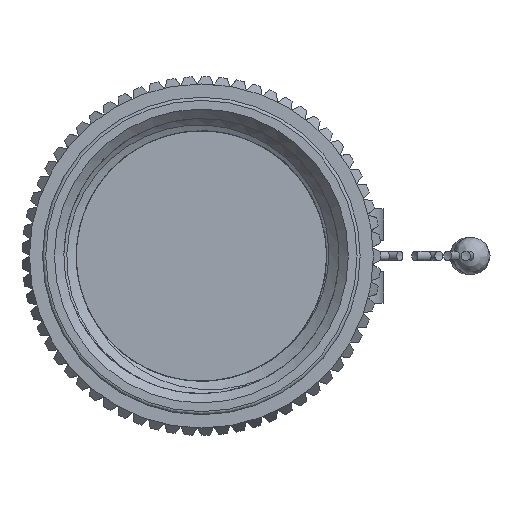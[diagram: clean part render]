
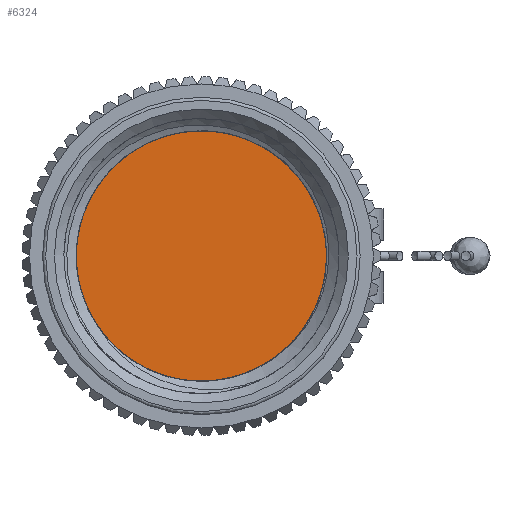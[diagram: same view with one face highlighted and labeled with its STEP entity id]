
A CAD part, left-side view. The second image highlights one B-rep face of the part: STEP entity #6324.
In plain terms, the highlighted planar face has unit normal (-1, 0, 0).
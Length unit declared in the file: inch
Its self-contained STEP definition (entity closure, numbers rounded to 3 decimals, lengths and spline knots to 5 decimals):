
#76 = CARTESIAN_POINT ( 'NONE',  ( 0.32244, 0.18435, 0.10826 ) ) ;
#114 = EDGE_CURVE ( 'NONE', #13228, #314, #359, .T. ) ;
#173 = CARTESIAN_POINT ( 'NONE',  ( 0.32244, 0.1689, 0.12911 ) ) ;
#218 = CARTESIAN_POINT ( 'NONE',  ( 0.32244, 0.21775, 0.02035 ) ) ;
#314 = VERTEX_POINT ( 'NONE', #12890 ) ;
#359 = B_SPLINE_CURVE_WITH_KNOTS ( 'NONE', 3,
 ( #6708, #218, #5613, #6805, #4632, #76, #2456, #173, #11153, #7818, #11240, #12210, #8871, #7774, #4536, #7955, #4680, #11280, #8919, #12404, #4493, #1339, #5709, #2267 ),
 .UNSPECIFIED., .F., .F.,
 ( 4, 2, 2, 2, 2, 2, 2, 2, 2, 2, 2, 4 ),
 ( 0., 0.00131, 0.00263, 0.00329, 0.00394, 0.0046, 0.00526, 0.00657, 0.00723, 0.00789, 0.0092, 0.01051 ),
 .UNSPECIFIED. ) ;
#793 = CARTESIAN_POINT ( 'NONE',  ( 0.32244, -0.01296, -0.2104 ) ) ;
#949 = EDGE_CURVE ( 'NONE', #3024, #13228, #7443, .T. ) ;
#1042 = CARTESIAN_POINT ( 'NONE',  ( 0.32244, -0.18226, -0.08064 ) ) ;
#1125 = EDGE_LOOP ( 'NONE', ( #10707, #11794, #10502, #2822 ) ) ;
#1339 = CARTESIAN_POINT ( 'NONE',  ( 0.32244, -0.04882, 0.19578 ) ) ;
#2110 = CARTESIAN_POINT ( 'NONE',  ( 0.32244, -0.12541, 0.15545 ) ) ;
#2175 = DIRECTION ( 'NONE',  ( 0., -1., 0. ) ) ;
#2190 = CARTESIAN_POINT ( 'NONE',  ( 0.32244, -0.16778, -0.11212 ) ) ;
#2267 = CARTESIAN_POINT ( 'NONE',  ( 0.32244, -0.08064, 0.18226 ) ) ;
#2405 = EDGE_CURVE ( 'NONE', #6114, #3024, #13598, .T. ) ;
#2456 = CARTESIAN_POINT ( 'NONE',  ( 0.32244, 0.17945, 0.11546 ) ) ;
#2822 = ORIENTED_EDGE ( 'NONE', *, *, #114, .F. ) ;
#3024 = VERTEX_POINT ( 'NONE', #14104 ) ;
#3222 = CARTESIAN_POINT ( 'NONE',  ( 0.32244, -0.17527, 0.09577 ) ) ;
#3460 = B_SPLINE_CURVE_WITH_KNOTS ( 'NONE', 3,
 ( #10906, #12983, #13036, #2110, #14311, #13140, #8665, #3222, #5451, #10807, #4189, #9672, #14167, #6552, #9777, #7655, #6507, #1042 ),
 .UNSPECIFIED., .F., .F.,
 ( 4, 2, 2, 2, 2, 2, 2, 2, 4 ),
 ( 0., 0.001, 0.002, 0.003, 0.00401, 0.00501, 0.00601, 0.00701, 0.00801 ),
 .UNSPECIFIED. ) ;
#4189 = CARTESIAN_POINT ( 'NONE',  ( 0.32244, -0.19409, 0.04711 ) ) ;
#4459 = CARTESIAN_POINT ( 'NONE',  ( 0.32244, -0.09412, -0.18342 ) ) ;
#4493 = CARTESIAN_POINT ( 'NONE',  ( 0.32244, -0.01532, 0.20286 ) ) ;
#4536 = CARTESIAN_POINT ( 'NONE',  ( 0.32244, 0.08653, 0.18954 ) ) ;
#4632 = CARTESIAN_POINT ( 'NONE',  ( 0.32244, 0.19755, 0.08613 ) ) ;
#4680 = CARTESIAN_POINT ( 'NONE',  ( 0.32244, 0.05328, 0.19913 ) ) ;
#4831 = CARTESIAN_POINT ( 'NONE',  ( 0.32244, 0.21873, 0.00302 ) ) ;
#4929 = AXIS2_PLACEMENT_3D ( 'NONE', #11057, #13107, #2175 ) ;
#5162 = DIRECTION ( 'NONE',  ( 1., 0., 0. ) ) ;
#5451 = CARTESIAN_POINT ( 'NONE',  ( 0.32244, -0.18118, 0.08408 ) ) ;
#5613 = CARTESIAN_POINT ( 'NONE',  ( 0.32244, 0.21468, 0.0374 ) ) ;
#5709 = CARTESIAN_POINT ( 'NONE',  ( 0.32244, -0.06514, 0.19009 ) ) ;
#6114 = VERTEX_POINT ( 'NONE', #12839 ) ;
#6324 = ADVANCED_FACE ( 'NONE', ( #8927 ), #11978, .T. ) ;
#6356 = CARTESIAN_POINT ( 'NONE',  ( 0.32244, 0.08856, -0.19594 ) ) ;
#6507 = CARTESIAN_POINT ( 'NONE',  ( 0.32244, -0.18759, -0.06862 ) ) ;
#6552 = CARTESIAN_POINT ( 'NONE',  ( 0.32244, -0.19894, -0.01772 ) ) ;
#6708 = CARTESIAN_POINT ( 'NONE',  ( 0.32244, 0.21873, 0.00302 ) ) ;
#6805 = CARTESIAN_POINT ( 'NONE',  ( 0.32244, 0.20452, 0.07049 ) ) ;
#7362 = CARTESIAN_POINT ( 'NONE',  ( 0.32244, 0.14774, -0.16121 ) ) ;
#7443 = CIRCLE ( 'NONE', #8546, 0.21875 ) ;
#7655 = CARTESIAN_POINT ( 'NONE',  ( 0.32244, -0.19171, -0.05604 ) ) ;
#7737 = CARTESIAN_POINT ( 'NONE',  ( 0.32244, -0.13566, -0.15263 ) ) ;
#7774 = CARTESIAN_POINT ( 'NONE',  ( 0.32244, 0.10215, 0.18254 ) ) ;
#7818 = CARTESIAN_POINT ( 'NONE',  ( 0.32244, 0.15124, 0.14774 ) ) ;
#7955 = CARTESIAN_POINT ( 'NONE',  ( 0.32244, 0.06175, 0.19712 ) ) ;
#8379 = CARTESIAN_POINT ( 'NONE',  ( 0.32244, 0., 0. ) ) ;
#8471 = CARTESIAN_POINT ( 'NONE',  ( 0.32244, 0.08039, -0.19899 ) ) ;
#8546 = AXIS2_PLACEMENT_3D ( 'NONE', #8379, #5162, #9390 ) ;
#8665 = CARTESIAN_POINT ( 'NONE',  ( 0.32244, -0.16138, 0.11767 ) ) ;
#8790 = CARTESIAN_POINT ( 'NONE',  ( 0.32244, -0.18226, -0.08064 ) ) ;
#8837 = CARTESIAN_POINT ( 'NONE',  ( 0.32244, -0.11574, -0.16908 ) ) ;
#8871 = CARTESIAN_POINT ( 'NONE',  ( 0.32244, 0.12422, 0.16916 ) ) ;
#8919 = CARTESIAN_POINT ( 'NONE',  ( 0.32244, 0.02786, 0.20299 ) ) ;
#8927 = FACE_OUTER_BOUND ( 'NONE', #1125, .T. ) ;
#9158 = EDGE_CURVE ( 'NONE', #314, #6114, #3460, .T. ) ;
#9390 = DIRECTION ( 'NONE',  ( 0., 1., 0. ) ) ;
#9672 = CARTESIAN_POINT ( 'NONE',  ( 0.32244, -0.19857, 0.02153 ) ) ;
#9777 = CARTESIAN_POINT ( 'NONE',  ( 0.32244, -0.19738, -0.03059 ) ) ;
#10392 = CARTESIAN_POINT ( 'NONE',  ( 0.32244, -0.06334, -0.19849 ) ) ;
#10502 = ORIENTED_EDGE ( 'NONE', *, *, #9158, .F. ) ;
#10703 = CARTESIAN_POINT ( 'NONE',  ( 0.32244, 0.16012, -0.14903 ) ) ;
#10707 = ORIENTED_EDGE ( 'NONE', *, *, #949, .F. ) ;
#10807 = CARTESIAN_POINT ( 'NONE',  ( 0.32244, -0.19063, 0.05962 ) ) ;
#10906 = CARTESIAN_POINT ( 'NONE',  ( 0.32244, -0.08064, 0.18226 ) ) ;
#10981 = CARTESIAN_POINT ( 'NONE',  ( 0.32244, -0.17604, -0.09688 ) ) ;
#11023 = CARTESIAN_POINT ( 'NONE',  ( 0.32244, -0.14745, -0.14018 ) ) ;
#11057 = CARTESIAN_POINT ( 'NONE',  ( 0.32244, 0.21875, 0. ) ) ;
#11075 = CARTESIAN_POINT ( 'NONE',  ( 0.32244, -0.10867, -0.1742 ) ) ;
#11153 = CARTESIAN_POINT ( 'NONE',  ( 0.32244, 0.16325, 0.13556 ) ) ;
#11240 = CARTESIAN_POINT ( 'NONE',  ( 0.32244, 0.14488, 0.15348 ) ) ;
#11280 = CARTESIAN_POINT ( 'NONE',  ( 0.32244, 0.03637, 0.20206 ) ) ;
#11770 = CARTESIAN_POINT ( 'NONE',  ( 0.32244, 0.10432, -0.18895 ) ) ;
#11794 = ORIENTED_EDGE ( 'NONE', *, *, #2405, .F. ) ;
#11978 = PLANE ( 'NONE',  #4929 ) ;
#12000 = CARTESIAN_POINT ( 'NONE',  ( 0.32244, -0.0866, -0.18754 ) ) ;
#12210 = CARTESIAN_POINT ( 'NONE',  ( 0.32244, 0.13138, 0.16417 ) ) ;
#12404 = CARTESIAN_POINT ( 'NONE',  ( 0.32244, 0.00218, 0.20421 ) ) ;
#12826 = CARTESIAN_POINT ( 'NONE',  ( 0.32244, -0.04667, -0.20393 ) ) ;
#12839 = CARTESIAN_POINT ( 'NONE',  ( 0.32244, -0.18226, -0.08064 ) ) ;
#12890 = CARTESIAN_POINT ( 'NONE',  ( 0.32244, -0.08064, 0.18226 ) ) ;
#12930 = CARTESIAN_POINT ( 'NONE',  ( 0.32244, 0.05571, -0.20654 ) ) ;
#12983 = CARTESIAN_POINT ( 'NONE',  ( 0.32244, -0.09267, 0.17694 ) ) ;
#13035 = CARTESIAN_POINT ( 'NONE',  ( 0.32244, 0.00425, -0.21151 ) ) ;
#13036 = CARTESIAN_POINT ( 'NONE',  ( 0.32244, -0.10416, 0.17042 ) ) ;
#13107 = DIRECTION ( 'NONE',  ( -1., 0., 0. ) ) ;
#13140 = CARTESIAN_POINT ( 'NONE',  ( 0.32244, -0.1533, 0.12804 ) ) ;
#13228 = VERTEX_POINT ( 'NONE', #4831 ) ;
#13598 = B_SPLINE_CURVE_WITH_KNOTS ( 'NONE', 3,
 ( #8790, #10981, #2190, #11023, #7737, #8837, #11075, #4459, #12000, #10392, #12826, #793, #13035, #14071, #12930, #8471, #6356, #11770, #14122, #14016, #7362, #10703 ),
 .UNSPECIFIED., .F., .F.,
 ( 4, 2, 2, 2, 2, 2, 2, 2, 2, 2, 4 ),
 ( 0., 0.00131, 0.00263, 0.00329, 0.00394, 0.00526, 0.00657, 0.00789, 0.00855, 0.0092, 0.01052 ),
 .UNSPECIFIED. ) ;
#14016 = CARTESIAN_POINT ( 'NONE',  ( 0.32244, 0.13399, -0.17184 ) ) ;
#14071 = CARTESIAN_POINT ( 'NONE',  ( 0.32244, 0.03884, -0.20956 ) ) ;
#14104 = CARTESIAN_POINT ( 'NONE',  ( 0.32244, 0.16012, -0.14903 ) ) ;
#14122 = CARTESIAN_POINT ( 'NONE',  ( 0.32244, 0.11193, -0.185 ) ) ;
#14167 = CARTESIAN_POINT ( 'NONE',  ( 0.32244, -0.19956, 0.00832 ) ) ;
#14311 = CARTESIAN_POINT ( 'NONE',  ( 0.32244, -0.13524, 0.14699 ) ) ;
